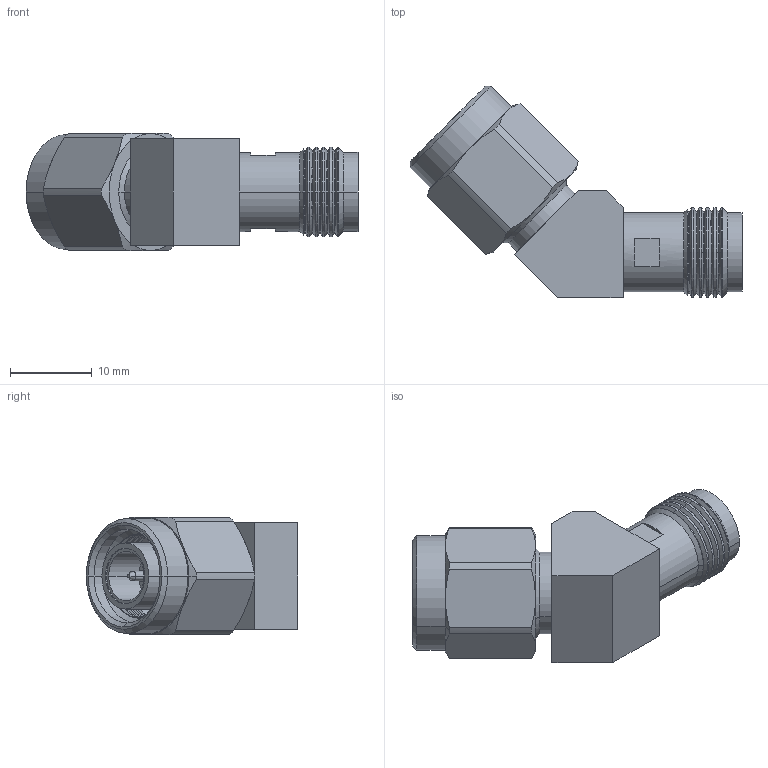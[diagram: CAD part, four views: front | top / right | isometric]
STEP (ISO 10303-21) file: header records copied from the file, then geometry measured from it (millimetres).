
FILE_DESCRIPTION (( 'STEP AP214' ), '1' );
FILE_NAME ('FMAD1600_3D.step', '2024-06-18T16:09:14', ( '' ), ( '' ), 'SwSTEP 2.0', 'SolidWorks 2022', '' );
FILE_SCHEMA (( 'AUTOMOTIVE_DESIGN' ));
Length unit declared in the file: inch
Products named in the file (5): AD45S-T3T8-2-BODY.stp; AD45S-T3T8-4-BODY.stp; FMAD1600_3D; ad45s-t3t8-18_asm.stp; AD45S-T3T8-3.stp
Assembly tree (4 placements, depth 3):
  FMAD1600_3D
    ad45s-t3t8-18_asm.stp
      AD45S-T3T8-3.stp
      AD45S-T3T8-2-BODY.stp
      AD45S-T3T8-4-BODY.stp
Bounding box: 40.5 x 25.76 x 14.28 mm (x, y, z)
Volume: 4458.7 mm3; surface area: 3993.4 mm2
Topology: 3 solids, 3 shells, 212 faces, 459 edges, 272 vertices
Faces by surface type: cone 87, cylinder 84, plane 41
Entity records: 6109 total; most frequent: CARTESIAN_POINT 1155, DIRECTION 1119, ORIENTED_EDGE 918, AXIS2_PLACEMENT_3D 464, EDGE_CURVE 459, VERTEX_POINT 272, CIRCLE 244, EDGE_LOOP 231
